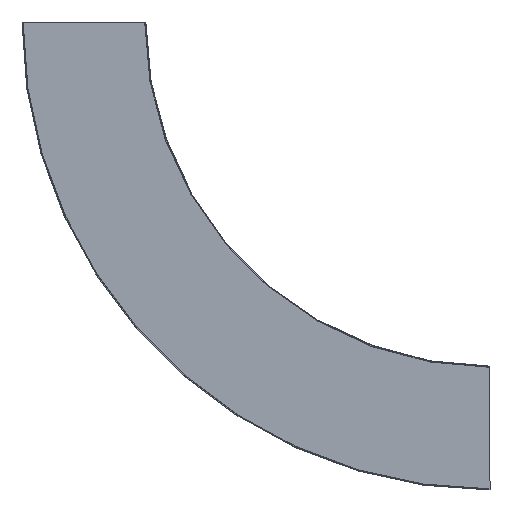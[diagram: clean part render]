
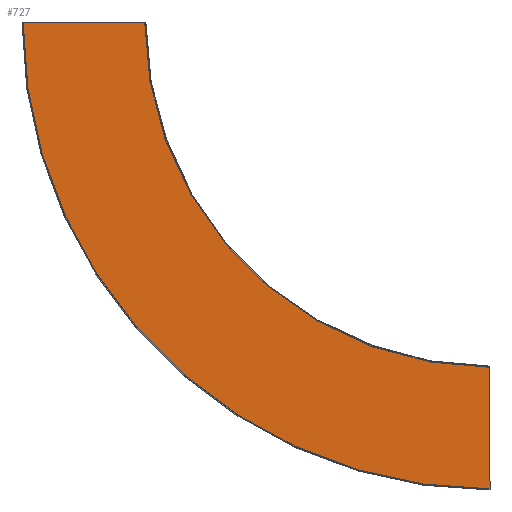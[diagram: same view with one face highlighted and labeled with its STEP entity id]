
A CAD part, front view. The second image highlights one B-rep face of the part: STEP entity #727.
In plain terms, the highlighted planar face has unit normal (0, -1, 0).
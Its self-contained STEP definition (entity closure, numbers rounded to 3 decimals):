
#9 = DIRECTION ( 'NONE',  ( 0., 1., 0. ) ) ;
#13 = CARTESIAN_POINT ( 'NONE',  ( 0., -1., 0. ) ) ;
#15 = CARTESIAN_POINT ( 'NONE',  ( -582.5, -1., 0. ) ) ;
#16 = AXIS2_PLACEMENT_3D ( 'NONE', #13, #9, #800 ) ;
#28 = AXIS2_PLACEMENT_3D ( 'NONE', #735, #730, #729 ) ;
#36 = ORIENTED_EDGE ( 'NONE', *, *, #423, .T. ) ;
#74 = EDGE_LOOP ( 'NONE', ( #36, #704, #575, #721 ) ) ;
#101 = VERTEX_POINT ( 'NONE', #413 ) ;
#199 = VECTOR ( 'NONE', #222, 1000. ) ;
#219 = CARTESIAN_POINT ( 'NONE',  ( -787.5, -1., 0. ) ) ;
#222 = DIRECTION ( 'NONE',  ( 0., 0., 1. ) ) ;
#224 = CARTESIAN_POINT ( 'NONE',  ( 0., -1., -582.5 ) ) ;
#272 = VECTOR ( 'NONE', #787, 1000. ) ;
#286 = CARTESIAN_POINT ( 'NONE',  ( 0., -1., -582.5 ) ) ;
#304 = CARTESIAN_POINT ( 'NONE',  ( -582.5, -1., 0. ) ) ;
#308 = CARTESIAN_POINT ( 'NONE',  ( 0., -1., -582.5 ) ) ;
#330 = PLANE ( 'NONE',  #669 ) ;
#356 = VERTEX_POINT ( 'NONE', #304 ) ;
#374 = VERTEX_POINT ( 'NONE', #219 ) ;
#395 = FACE_OUTER_BOUND ( 'NONE', #74, .T. ) ;
#413 = CARTESIAN_POINT ( 'NONE',  ( 0., -1., -787.5 ) ) ;
#416 = EDGE_CURVE ( 'NONE', #101, #374, #665, .T. ) ;
#419 = LINE ( 'NONE', #224, #199 ) ;
#423 = EDGE_CURVE ( 'NONE', #592, #356, #542, .T. ) ;
#425 = EDGE_CURVE ( 'NONE', #374, #356, #671, .T. ) ;
#542 = CIRCLE ( 'NONE', #16, 582.5 ) ;
#571 = EDGE_CURVE ( 'NONE', #101, #592, #419, .T. ) ;
#575 = ORIENTED_EDGE ( 'NONE', *, *, #416, .F. ) ;
#592 = VERTEX_POINT ( 'NONE', #286 ) ;
#602 = DIRECTION ( 'NONE',  ( 0., 0., -1. ) ) ;
#638 = DIRECTION ( 'NONE',  ( 0., -1., 0. ) ) ;
#665 = CIRCLE ( 'NONE', #28, 787.5 ) ;
#669 = AXIS2_PLACEMENT_3D ( 'NONE', #308, #638, #602 ) ;
#671 = LINE ( 'NONE', #15, #272 ) ;
#704 = ORIENTED_EDGE ( 'NONE', *, *, #425, .F. ) ;
#721 = ORIENTED_EDGE ( 'NONE', *, *, #571, .T. ) ;
#727 = ADVANCED_FACE ( 'NONE', ( #395 ), #330, .T. ) ;
#729 = DIRECTION ( 'NONE',  ( 0., 0., 1. ) ) ;
#730 = DIRECTION ( 'NONE',  ( 0., 1., 0. ) ) ;
#735 = CARTESIAN_POINT ( 'NONE',  ( 0., -1., 0. ) ) ;
#787 = DIRECTION ( 'NONE',  ( 1., 0., 0. ) ) ;
#800 = DIRECTION ( 'NONE',  ( 0., 0., 1. ) ) ;
